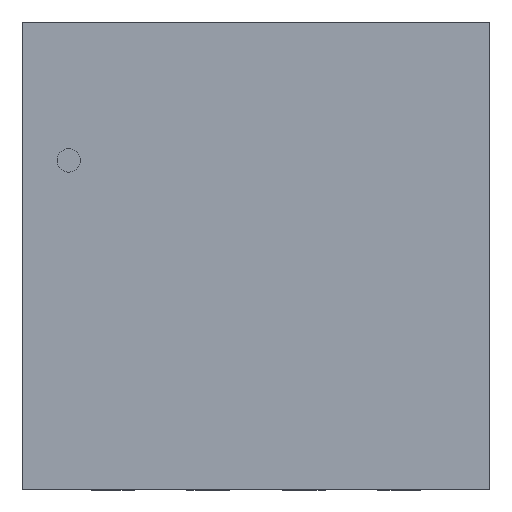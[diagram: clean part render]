
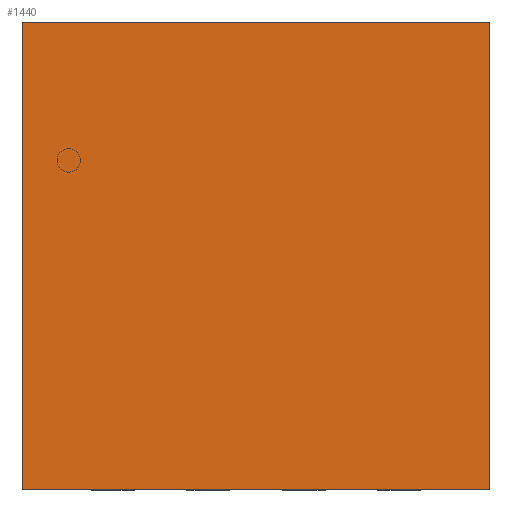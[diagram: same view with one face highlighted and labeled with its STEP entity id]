
A CAD part, top view. The second image highlights one B-rep face of the part: STEP entity #1440.
In plain terms, the highlighted planar face has unit normal (0, 0, 1).
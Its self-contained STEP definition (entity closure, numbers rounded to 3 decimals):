
#39 = PLANE ( 'NONE',  #203 ) ;
#175 = ORIENTED_EDGE ( 'NONE', *, *, #2589, .F. ) ;
#193 = EDGE_CURVE ( 'NONE', #321, #1989, #1954, .T. ) ;
#203 = AXIS2_PLACEMENT_3D ( 'NONE', #1055, #843, #2547 ) ;
#250 = DIRECTION ( 'NONE',  ( 1., 0., 0. ) ) ;
#321 = VERTEX_POINT ( 'NONE', #2267 ) ;
#493 = CARTESIAN_POINT ( 'NONE',  ( 1.245, -1.245, 0.508 ) ) ;
#536 = LINE ( 'NONE', #493, #2367 ) ;
#548 = DIRECTION ( 'NONE',  ( 0., 1., 0. ) ) ;
#630 = CARTESIAN_POINT ( 'NONE',  ( 1.245, -1.245, 0.508 ) ) ;
#833 = FACE_OUTER_BOUND ( 'NONE', #1502, .T. ) ;
#843 = DIRECTION ( 'NONE',  ( 0., 0., 1. ) ) ;
#888 = ORIENTED_EDGE ( 'NONE', *, *, #2395, .F. ) ;
#969 = CARTESIAN_POINT ( 'NONE',  ( -1.245, 1.245, 0.508 ) ) ;
#1001 = LINE ( 'NONE', #969, #2668 ) ;
#1055 = CARTESIAN_POINT ( 'NONE',  ( -1.245, -1.245, 0.508 ) ) ;
#1220 = DIRECTION ( 'NONE',  ( -1., 0., 0. ) ) ;
#1228 = EDGE_CURVE ( 'NONE', #2114, #321, #1001, .T. ) ;
#1394 = LINE ( 'NONE', #2269, #2230 ) ;
#1440 = ADVANCED_FACE ( 'NONE', ( #833 ), #39, .T. ) ;
#1462 = VERTEX_POINT ( 'NONE', #630 ) ;
#1502 = EDGE_LOOP ( 'NONE', ( #2198, #2488, #888, #175 ) ) ;
#1577 = CARTESIAN_POINT ( 'NONE',  ( 1.245, 1.245, 0.508 ) ) ;
#1954 = LINE ( 'NONE', #2194, #1998 ) ;
#1982 = DIRECTION ( 'NONE',  ( 0., -1., 0. ) ) ;
#1989 = VERTEX_POINT ( 'NONE', #1577 ) ;
#1998 = VECTOR ( 'NONE', #250, 1000. ) ;
#2114 = VERTEX_POINT ( 'NONE', #2133 ) ;
#2133 = CARTESIAN_POINT ( 'NONE',  ( -1.245, -1.245, 0.508 ) ) ;
#2194 = CARTESIAN_POINT ( 'NONE',  ( 1.245, 1.245, 0.508 ) ) ;
#2198 = ORIENTED_EDGE ( 'NONE', *, *, #193, .F. ) ;
#2230 = VECTOR ( 'NONE', #1220, 1000. ) ;
#2267 = CARTESIAN_POINT ( 'NONE',  ( -1.245, 1.245, 0.508 ) ) ;
#2269 = CARTESIAN_POINT ( 'NONE',  ( -1.245, -1.245, 0.508 ) ) ;
#2367 = VECTOR ( 'NONE', #1982, 1000. ) ;
#2395 = EDGE_CURVE ( 'NONE', #1462, #2114, #1394, .T. ) ;
#2488 = ORIENTED_EDGE ( 'NONE', *, *, #1228, .F. ) ;
#2547 = DIRECTION ( 'NONE',  ( 1., 0., 0. ) ) ;
#2589 = EDGE_CURVE ( 'NONE', #1989, #1462, #536, .T. ) ;
#2668 = VECTOR ( 'NONE', #548, 1000. ) ;
